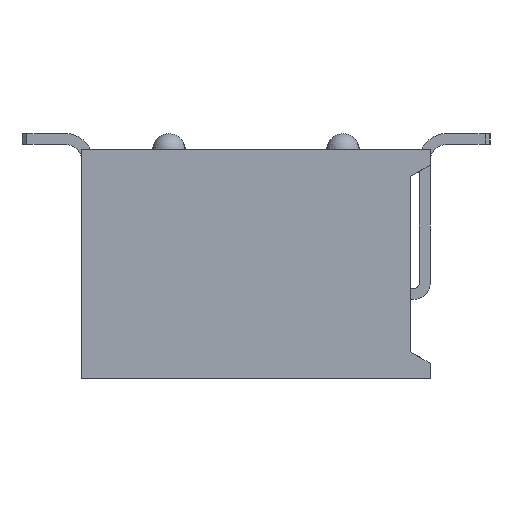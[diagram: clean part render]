
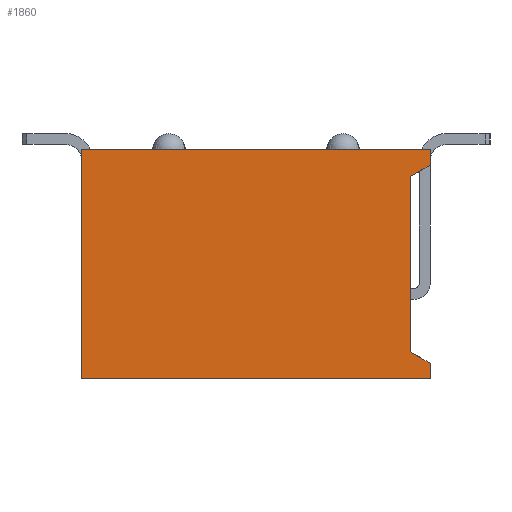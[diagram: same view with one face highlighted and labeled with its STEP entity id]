
A CAD part, left-side view. The second image highlights one B-rep face of the part: STEP entity #1860.
In plain terms, the highlighted planar face has unit normal (-1, 0, 0).
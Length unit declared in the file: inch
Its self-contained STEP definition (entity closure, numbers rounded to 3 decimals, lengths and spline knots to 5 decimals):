
#1860 = ADVANCED_FACE( '', ( #4747 ), #4748, .F. );
#4747 = FACE_OUTER_BOUND( '', #8625, .T. );
#4748 = PLANE( '', #8626 );
#8625 = EDGE_LOOP( '', ( #14719, #14720, #14721, #14722, #14723, #14724, #14725, #14726 ) );
#8626 = AXIS2_PLACEMENT_3D( '', #14727, #14728, #14729 );
#14719 = ORIENTED_EDGE( '', *, *, #26102, .F. );
#14720 = ORIENTED_EDGE( '', *, *, #26103, .T. );
#14721 = ORIENTED_EDGE( '', *, *, #25336, .F. );
#14722 = ORIENTED_EDGE( '', *, *, #26104, .F. );
#14723 = ORIENTED_EDGE( '', *, *, #26105, .T. );
#14724 = ORIENTED_EDGE( '', *, *, #26106, .T. );
#14725 = ORIENTED_EDGE( '', *, *, #26107, .F. );
#14726 = ORIENTED_EDGE( '', *, *, #25804, .F. );
#14727 = CARTESIAN_POINT( '', ( -1.1, 0.32, -0.105 ) );
#14728 = DIRECTION( '', ( 1., 0., 0. ) );
#14729 = DIRECTION( '', ( 0., 0., -1. ) );
#25336 = EDGE_CURVE( '', #31306, #31308, #31309, .T. );
#25804 = EDGE_CURVE( '', #32136, #32138, #32139, .T. );
#26102 = EDGE_CURVE( '', #32646, #32136, #32647, .T. );
#26103 = EDGE_CURVE( '', #32646, #31308, #32648, .T. );
#26104 = EDGE_CURVE( '', #32649, #31306, #32650, .T. );
#26105 = EDGE_CURVE( '', #32649, #32651, #32652, .T. );
#26106 = EDGE_CURVE( '', #32651, #32653, #32654, .T. );
#26107 = EDGE_CURVE( '', #32138, #32653, #32655, .T. );
#31306 = VERTEX_POINT( '', #39691 );
#31308 = VERTEX_POINT( '', #39694 );
#31309 = LINE( '', #39695, #39696 );
#32136 = VERTEX_POINT( '', #40973 );
#32138 = VERTEX_POINT( '', #40976 );
#32139 = LINE( '', #40977, #40978 );
#32646 = VERTEX_POINT( '', #41737 );
#32647 = LINE( '', #41738, #41739 );
#32648 = LINE( '', #41740, #41741 );
#32649 = VERTEX_POINT( '', #41742 );
#32650 = LINE( '', #41743, #41744 );
#32651 = VERTEX_POINT( '', #41745 );
#32652 = LINE( '', #41746, #41747 );
#32653 = VERTEX_POINT( '', #41748 );
#32654 = LINE( '', #41749, #41750 );
#32655 = LINE( '', #41751, #41752 );
#39691 = CARTESIAN_POINT( '', ( -1.1, 0.32, 0.105 ) );
#39694 = CARTESIAN_POINT( '', ( -1.1, 0., 0.105 ) );
#39695 = CARTESIAN_POINT( '', ( -1.1, 0.32, 0.105 ) );
#39696 = VECTOR( '', #48824, 39.37008 );
#40973 = CARTESIAN_POINT( '', ( -1.1, 0.018, 0.08061 ) );
#40976 = CARTESIAN_POINT( '', ( -1.1, 0.018, -0.08061 ) );
#40977 = CARTESIAN_POINT( '', ( -1.1, 0.018, -0.105 ) );
#40978 = VECTOR( '', #49291, 39.37008 );
#41737 = CARTESIAN_POINT( '', ( -1.1, 0., 0.091 ) );
#41738 = CARTESIAN_POINT( '', ( -1.1, 0.32487, -0.09656 ) );
#41739 = VECTOR( '', #49580, 39.37008 );
#41740 = CARTESIAN_POINT( '', ( -1.1, 0., -0.105 ) );
#41741 = VECTOR( '', #49581, 39.37008 );
#41742 = CARTESIAN_POINT( '', ( -1.1, 0.32, -0.105 ) );
#41743 = CARTESIAN_POINT( '', ( -1.1, 0.32, -0.105 ) );
#41744 = VECTOR( '', #49582, 39.37008 );
#41745 = CARTESIAN_POINT( '', ( -1.1, 0., -0.105 ) );
#41746 = CARTESIAN_POINT( '', ( -1.1, 0.32, -0.105 ) );
#41747 = VECTOR( '', #49583, 39.37008 );
#41748 = CARTESIAN_POINT( '', ( -1.1, 0., -0.091 ) );
#41749 = CARTESIAN_POINT( '', ( -1.1, 0., -0.105 ) );
#41750 = VECTOR( '', #49584, 39.37008 );
#41751 = CARTESIAN_POINT( '', ( -1.1, 0.23394, 0.04406 ) );
#41752 = VECTOR( '', #49585, 39.37008 );
#48824 = DIRECTION( '', ( 0., -1., 0. ) );
#49291 = DIRECTION( '', ( 0., 0., -1. ) );
#49580 = DIRECTION( '', ( 0., 0.866, -0.5 ) );
#49581 = DIRECTION( '', ( 0., 0., 1. ) );
#49582 = DIRECTION( '', ( 0., 0., 1. ) );
#49583 = DIRECTION( '', ( 0., -1., 0. ) );
#49584 = DIRECTION( '', ( 0., 0., 1. ) );
#49585 = DIRECTION( '', ( 0., -0.866, -0.5 ) );
